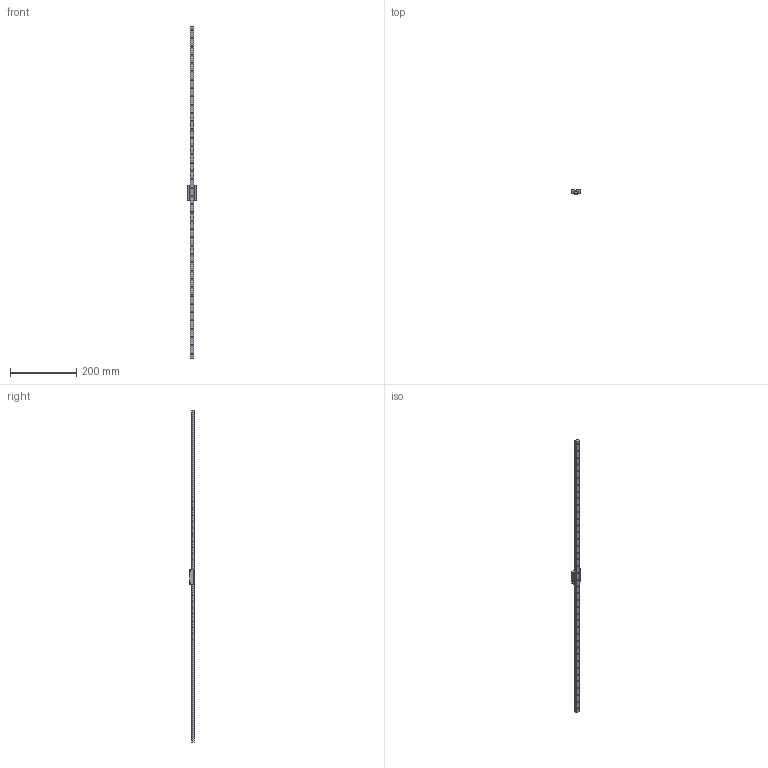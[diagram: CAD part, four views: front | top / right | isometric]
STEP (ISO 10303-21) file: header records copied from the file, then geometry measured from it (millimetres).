
FILE_DESCRIPTION(('FreeCAD Model'),'2;1');
FILE_NAME('MGN12H_1000.stp','2020-12-13T11:15:52',('Author'),(''), 'Open CASCADE STEP processor 7.3','FreeCAD','Unknown');
FILE_SCHEMA(('CONFIG_CONTROL_DESIGN','SHAPE_APPEARANCE_LAYER_MIM'));
Length unit declared in the file: millimetre
Products named in the file (4): MGN12H; rail; Cut; carriage
Assembly tree (3 placements, depth 3):
  MGN12H
    rail
      Cut
    carriage
Bounding box: 27 x 13.3 x 1000 mm (x, y, z)
Volume: 95062.9 mm3; surface area: 53986.8 mm2
Topology: 2 solids, 2 shells, 198 faces, 440 edges, 292 vertices
Faces by surface type: plane 106, cylinder 88, cone 4
Full cylindrical faces by diameter (mm): 1.4 x2, 3 x4, 3.5 x40, 6 x40
Entity records: 11835 total; most frequent: CARTESIAN_POINT 2336, DIRECTION 1817, LINE 964, VECTOR 964, ORIENTED_EDGE 880, PCURVE 880, DEFINITIONAL_REPRESENTATION 880, EDGE_CURVE 440
